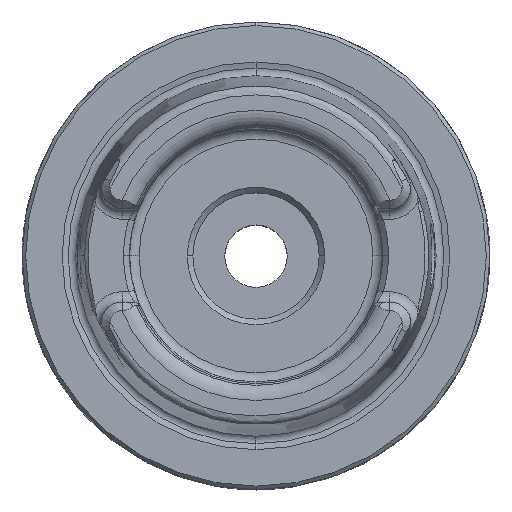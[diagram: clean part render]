
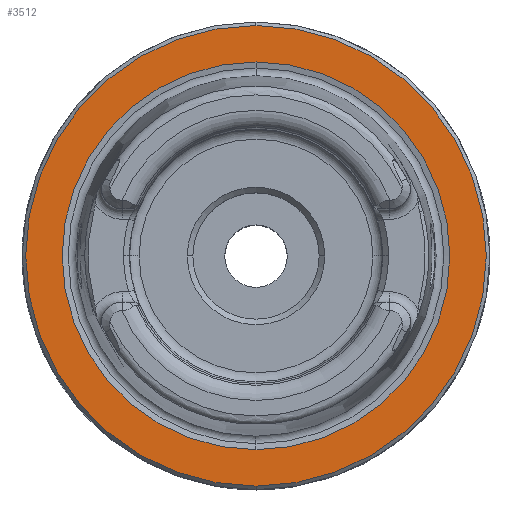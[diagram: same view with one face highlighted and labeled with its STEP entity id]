
A CAD part, top view. The second image highlights one B-rep face of the part: STEP entity #3512.
In plain terms, the highlighted planar face has unit normal (0, 0, 1).
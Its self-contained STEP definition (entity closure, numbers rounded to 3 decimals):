
#1544=VERTEX_POINT('NONE',#4456);
#1716=VERTEX_POINT('NONE',#4648);
#1840=VERTEX_POINT('NONE',#4787);
#2270=EDGE_CURVE('NONE',#1840,#1716,#5255,.T.);
#2284=EDGE_CURVE('NONE',#1716,#1840,#5271,.T.);
#3512=ADVANCED_FACE('NONE',(#6628,#6629),#6630,.F.);
#3788=VERTEX_POINT('NONE',#6927);
#4112=EDGE_CURVE('NONE',#3788,#1544,#7284,.F.);
#4260=EDGE_CURVE('NONE',#1544,#3788,#7445,.T.);
#4456=CARTESIAN_POINT('',(0.,-26.09,0.));
#4648=CARTESIAN_POINT('',(0.,30.995,0.));
#4787=CARTESIAN_POINT('',(0.,-30.995,0.));
#5255=CIRCLE('',#9861,30.995);
#5271=CIRCLE('',#9919,30.995);
#6628=FACE_OUTER_BOUND('',#13856,.T.);
#6629=FACE_BOUND('',#13857,.T.);
#6630=PLANE('',#13858);
#6927=CARTESIAN_POINT('',(0.0,26.09,0.));
#7284=CIRCLE('',#15619,26.09);
#7445=CIRCLE('',#15930,26.09);
#9861=AXIS2_PLACEMENT_3D('',#17107,#17108,#17109);
#9919=AXIS2_PLACEMENT_3D('',#17133,#17134,#17135);
#13856=EDGE_LOOP('',(#18671,#18672));
#13857=EDGE_LOOP('',(#18673,#18674));
#13858=AXIS2_PLACEMENT_3D('',#18675,#18676,#18677);
#15619=AXIS2_PLACEMENT_3D('',#19337,#19338,#19339);
#15930=AXIS2_PLACEMENT_3D('',#19513,#19514,#19515);
#17107=CARTESIAN_POINT('',(0.0,0.,0.));
#17108=DIRECTION('',(0.0,0.0,1.0));
#17109=DIRECTION('',(0.0,-1.0,0.0));
#17133=CARTESIAN_POINT('',(0.0,0.,0.));
#17134=DIRECTION('',(0.0,0.0,1.0));
#17135=DIRECTION('',(0.0,-1.0,0.0));
#18671=ORIENTED_EDGE('',*,*,#2270,.T.);
#18672=ORIENTED_EDGE('',*,*,#2284,.T.);
#18673=ORIENTED_EDGE('',*,*,#4112,.F.);
#18674=ORIENTED_EDGE('',*,*,#4260,.F.);
#18675=CARTESIAN_POINT('',(0.0,-24.796,0.));
#18676=DIRECTION('',(0.0,0.0,-1.0));
#18677=DIRECTION('',(0.0,-1.0,0.0));
#19337=CARTESIAN_POINT('',(0.0,0.,0.));
#19338=DIRECTION('',(0.0,0.0,-1.0));
#19339=DIRECTION('',(0.0,1.0,0.0));
#19513=CARTESIAN_POINT('',(0.0,0.,0.));
#19514=DIRECTION('',(0.0,0.0,1.0));
#19515=DIRECTION('',(0.0,1.0,-0.0));
